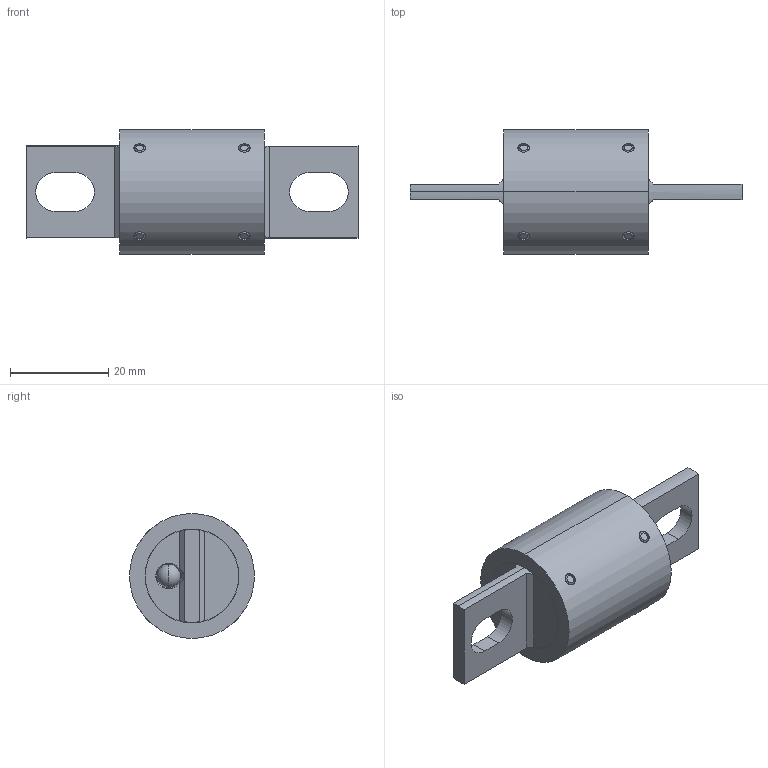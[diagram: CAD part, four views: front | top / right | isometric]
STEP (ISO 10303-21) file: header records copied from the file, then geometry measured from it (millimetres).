
FILE_DESCRIPTION (( 'STEP AP214' ), '1' );
FILE_NAME ('700643revA.STEP', '2015-06-16T14:26:16', ( '' ), ( '' ), 'SwSTEP 2.0', 'SolidWorks 2014', '' );
FILE_SCHEMA (( 'AUTOMOTIVE_DESIGN' ));
Length unit declared in the file: inch
Products named in the file (1): 700643revA
Bounding box: 67.47 x 25.4 x 25.4 mm (x, y, z)
Surface area: 7703.1 mm2 (no closed solid volume)
Topology: 0 solids, 13 shells, 92 faces, 278 edges, 196 vertices
Faces by surface type: cylinder 40, plane 28, cone 20, sphere 4
Entity records: 4951 total; most frequent: CARTESIAN_POINT 1271, DIRECTION 514, ORIENTED_EDGE 472, EDGE_CURVE 270, AXIS2_PLACEMENT_3D 203, VERTEX_POINT 192, EDGE_LOOP 120, CIRCLE 110
